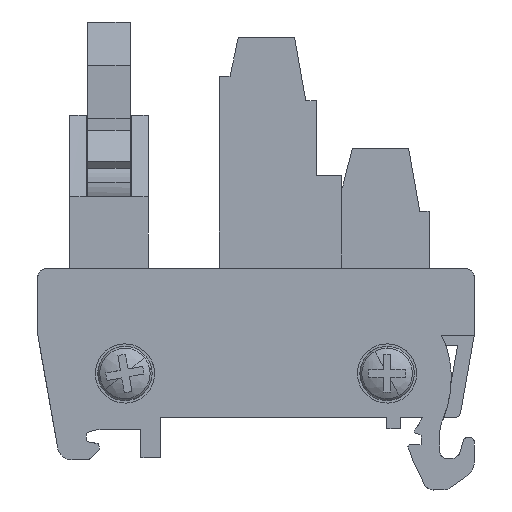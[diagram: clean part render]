
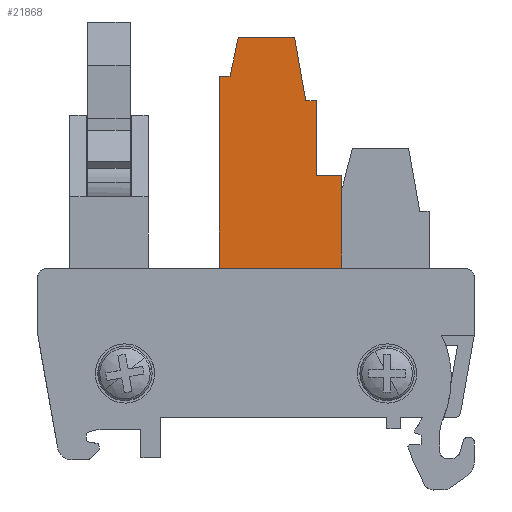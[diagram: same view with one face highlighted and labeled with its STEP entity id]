
A CAD part, left-side view. The second image highlights one B-rep face of the part: STEP entity #21868.
In plain terms, the highlighted planar face has unit normal (-1, 0, 0).
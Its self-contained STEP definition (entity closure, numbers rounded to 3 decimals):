
#21854=AXIS2_PLACEMENT_3D('Plane Axis2P3D',#21851,#21852,#21853) ;
#1992=CARTESIAN_POINT('Vertex',(6.108,13.677,21.4)) ;
#1995=CARTESIAN_POINT('Line Origine',(6.108,19.977,21.4)) ;
#1999=CARTESIAN_POINT('Vertex',(6.108,26.277,21.4)) ;
#18821=CARTESIAN_POINT('Vertex',(6.108,16.277,40.1)) ;
#18835=CARTESIAN_POINT('Vertex',(6.108,17.381,40.1)) ;
#18838=CARTESIAN_POINT('Line Origine',(6.108,16.829,40.1)) ;
#18898=CARTESIAN_POINT('Vertex',(6.108,25.177,42.6)) ;
#18912=CARTESIAN_POINT('Vertex',(6.108,26.277,42.6)) ;
#18915=CARTESIAN_POINT('Line Origine',(6.108,25.727,42.6)) ;
#19382=CARTESIAN_POINT('Vertex',(6.108,13.677,32.4)) ;
#19385=CARTESIAN_POINT('Line Origine',(6.108,13.677,26.9)) ;
#19414=CARTESIAN_POINT('Vertex',(6.108,16.277,32.4)) ;
#19417=CARTESIAN_POINT('Line Origine',(6.108,14.977,32.4)) ;
#19435=CARTESIAN_POINT('Line Origine',(6.108,16.277,36.25)) ;
#19775=CARTESIAN_POINT('Vertex',(6.108,18.527,46.6)) ;
#19778=CARTESIAN_POINT('Line Origine',(6.108,17.954,43.35)) ;
#19800=CARTESIAN_POINT('Vertex',(6.108,24.327,46.6)) ;
#19803=CARTESIAN_POINT('Line Origine',(6.108,21.427,46.6)) ;
#20099=CARTESIAN_POINT('Line Origine',(6.108,24.752,44.6)) ;
#20117=CARTESIAN_POINT('Line Origine',(6.108,26.277,32.)) ;
#21851=CARTESIAN_POINT('Axis2P3D Location',(6.108,4.677,17.9)) ;
#1996=DIRECTION('Vector Direction',(0.,1.,0.)) ;
#18839=DIRECTION('Vector Direction',(0.,-1.,0.)) ;
#18916=DIRECTION('Vector Direction',(0.,1.,0.)) ;
#19386=DIRECTION('Vector Direction',(0.,0.,1.)) ;
#19418=DIRECTION('Vector Direction',(0.,1.,0.)) ;
#19436=DIRECTION('Vector Direction',(0.,0.,1.)) ;
#19779=DIRECTION('Vector Direction',(0.,0.174,0.985)) ;
#19804=DIRECTION('Vector Direction',(0.,1.,0.)) ;
#20100=DIRECTION('Vector Direction',(0.,0.208,-0.978)) ;
#20118=DIRECTION('Vector Direction',(0.,0.,1.)) ;
#21852=DIRECTION('Axis2P3D Direction',(-1.,0.,0.)) ;
#21853=DIRECTION('Axis2P3D XDirection',(0.,0.,1.)) ;
#1997=VECTOR('Line Direction',#1996,1.) ;
#18840=VECTOR('Line Direction',#18839,1.) ;
#18917=VECTOR('Line Direction',#18916,1.) ;
#19387=VECTOR('Line Direction',#19386,1.) ;
#19419=VECTOR('Line Direction',#19418,1.) ;
#19437=VECTOR('Line Direction',#19436,1.) ;
#19780=VECTOR('Line Direction',#19779,1.) ;
#19805=VECTOR('Line Direction',#19804,1.) ;
#20101=VECTOR('Line Direction',#20100,1.) ;
#20119=VECTOR('Line Direction',#20118,1.) ;
#21857=ORIENTED_EDGE('',*,*,#19421,.T.) ;
#21858=ORIENTED_EDGE('',*,*,#19439,.T.) ;
#21859=ORIENTED_EDGE('',*,*,#18842,.F.) ;
#21860=ORIENTED_EDGE('',*,*,#19782,.T.) ;
#21861=ORIENTED_EDGE('',*,*,#19807,.T.) ;
#21862=ORIENTED_EDGE('',*,*,#20103,.T.) ;
#21863=ORIENTED_EDGE('',*,*,#18919,.T.) ;
#21864=ORIENTED_EDGE('',*,*,#20121,.F.) ;
#21865=ORIENTED_EDGE('',*,*,#2001,.F.) ;
#21866=ORIENTED_EDGE('',*,*,#19389,.T.) ;
#21868=ADVANCED_FACE('NONE',(#21867),#21855,.T.) ;
#2001=EDGE_CURVE('',#1993,#2000,#1998,.T.) ;
#18842=EDGE_CURVE('',#18836,#18822,#18841,.T.) ;
#18919=EDGE_CURVE('',#18899,#18913,#18918,.T.) ;
#19389=EDGE_CURVE('',#1993,#19383,#19388,.T.) ;
#19421=EDGE_CURVE('',#19383,#19415,#19420,.T.) ;
#19439=EDGE_CURVE('',#19415,#18822,#19438,.T.) ;
#19782=EDGE_CURVE('',#18836,#19776,#19781,.T.) ;
#19807=EDGE_CURVE('',#19776,#19801,#19806,.T.) ;
#20103=EDGE_CURVE('',#19801,#18899,#20102,.T.) ;
#20121=EDGE_CURVE('',#2000,#18913,#20120,.T.) ;
#21856=EDGE_LOOP('',(#21857,#21858,#21859,#21860,#21861,#21862,#21863,#21864,#21865,#21866)) ;
#21867=FACE_OUTER_BOUND('',#21856,.T.) ;
#1998=LINE('Line',#1995,#1997) ;
#18841=LINE('Line',#18838,#18840) ;
#18918=LINE('Line',#18915,#18917) ;
#19388=LINE('Line',#19385,#19387) ;
#19420=LINE('Line',#19417,#19419) ;
#19438=LINE('Line',#19435,#19437) ;
#19781=LINE('Line',#19778,#19780) ;
#19806=LINE('Line',#19803,#19805) ;
#20102=LINE('Line',#20099,#20101) ;
#20120=LINE('Line',#20117,#20119) ;
#21855=PLANE('',#21854) ;
#1993=VERTEX_POINT('',#1992) ;
#2000=VERTEX_POINT('',#1999) ;
#18822=VERTEX_POINT('',#18821) ;
#18836=VERTEX_POINT('',#18835) ;
#18899=VERTEX_POINT('',#18898) ;
#18913=VERTEX_POINT('',#18912) ;
#19383=VERTEX_POINT('',#19382) ;
#19415=VERTEX_POINT('',#19414) ;
#19776=VERTEX_POINT('',#19775) ;
#19801=VERTEX_POINT('',#19800) ;
